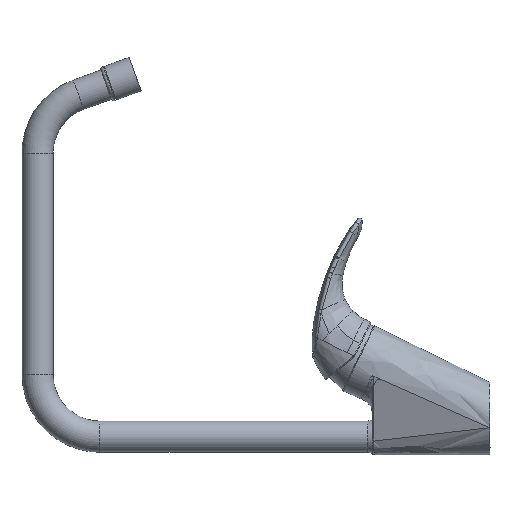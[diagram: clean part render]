
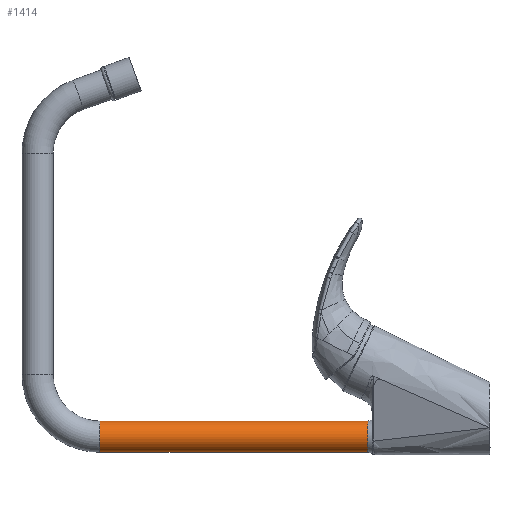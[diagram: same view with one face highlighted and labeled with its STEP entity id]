
A CAD part, left-side view. The second image highlights one B-rep face of the part: STEP entity #1414.
In plain terms, the highlighted cylindrical face has radius 10 mm (diameter 20 mm), a full revolution.
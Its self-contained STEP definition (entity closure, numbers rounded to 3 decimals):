
#281 = EDGE_LOOP ( 'NONE', ( #7960 ) ) ;
#432 = EDGE_LOOP ( 'NONE', ( #7975 ) ) ;
#521 = AXIS2_PLACEMENT_3D ( 'NONE', #4103, #10358, #5027 ) ;
#970 = VERTEX_POINT ( 'NONE', #3415 ) ;
#1414 = ADVANCED_FACE ( 'NONE', ( #5811, #5827 ), #5506, .T. ) ;
#1588 = VERTEX_POINT ( 'NONE', #9715 ) ;
#1757 = EDGE_CURVE ( 'NONE', #1588, #1588, #5801, .T. ) ;
#2733 = CARTESIAN_POINT ( 'NONE',  ( 0., 78.7, -11.75 ) ) ;
#3415 = CARTESIAN_POINT ( 'NONE',  ( 0., 78.7, -21.75 ) ) ;
#3653 = DIRECTION ( 'NONE',  ( 0., 0., -1. ) ) ;
#4103 = CARTESIAN_POINT ( 'NONE',  ( 0., 250.7, -11.75 ) ) ;
#4754 = DIRECTION ( 'NONE',  ( 0., -1., 0. ) ) ;
#4816 = CIRCLE ( 'NONE', #10894, 10. ) ;
#5027 = DIRECTION ( 'NONE',  ( 0., 0., -1. ) ) ;
#5506 = CYLINDRICAL_SURFACE ( 'NONE', #5586, 10. ) ;
#5586 = AXIS2_PLACEMENT_3D ( 'NONE', #10122, #4754, #10007 ) ;
#5728 = EDGE_CURVE ( 'NONE', #970, #970, #4816, .T. ) ;
#5801 = CIRCLE ( 'NONE', #521, 10. ) ;
#5811 = FACE_OUTER_BOUND ( 'NONE', #281, .T. ) ;
#5827 = FACE_OUTER_BOUND ( 'NONE', #432, .T. ) ;
#7960 = ORIENTED_EDGE ( 'NONE', *, *, #1757, .T. ) ;
#7975 = ORIENTED_EDGE ( 'NONE', *, *, #5728, .T. ) ;
#9142 = DIRECTION ( 'NONE',  ( 0., 1., 0. ) ) ;
#9715 = CARTESIAN_POINT ( 'NONE',  ( 0., 250.7, -21.75 ) ) ;
#10007 = DIRECTION ( 'NONE',  ( -1., 0., 0. ) ) ;
#10122 = CARTESIAN_POINT ( 'NONE',  ( 0., 250.7, -11.75 ) ) ;
#10358 = DIRECTION ( 'NONE',  ( 0., -1., 0. ) ) ;
#10894 = AXIS2_PLACEMENT_3D ( 'NONE', #2733, #9142, #3653 ) ;
